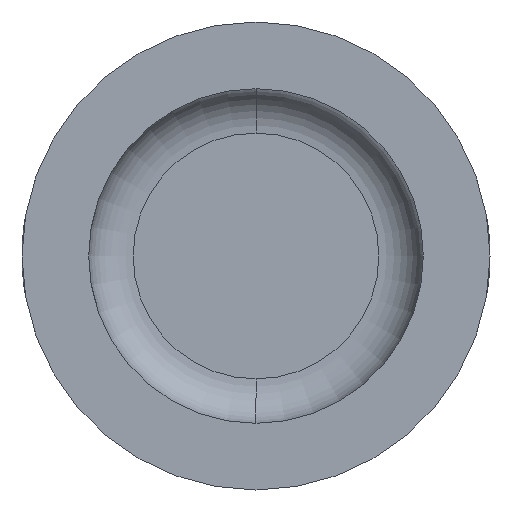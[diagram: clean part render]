
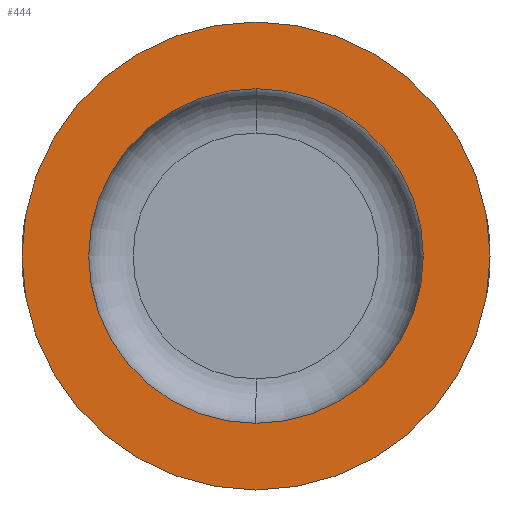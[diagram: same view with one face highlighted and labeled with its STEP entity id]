
A CAD part, left-side view. The second image highlights one B-rep face of the part: STEP entity #444.
In plain terms, the highlighted planar face has unit normal (-1, 0, 0).
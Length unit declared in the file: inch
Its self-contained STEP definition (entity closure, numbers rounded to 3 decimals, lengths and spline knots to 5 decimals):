
#13 = DIRECTION ( 'NONE',  ( 1., 0., 0. ) ) ;
#18 = CIRCLE ( 'NONE', #427, 0.3765 ) ;
#42 = AXIS2_PLACEMENT_3D ( 'NONE', #294, #235, #600 ) ;
#49 = EDGE_LOOP ( 'NONE', ( #191, #99 ) ) ;
#50 = CARTESIAN_POINT ( 'NONE',  ( -0.48758, 0., -0.5265 ) ) ;
#70 = DIRECTION ( 'NONE',  ( 0., 0., 1. ) ) ;
#78 = DIRECTION ( 'NONE',  ( 0., 0., -1. ) ) ;
#79 = DIRECTION ( 'NONE',  ( -1., 0., 0. ) ) ;
#99 = ORIENTED_EDGE ( 'NONE', *, *, #350, .T. ) ;
#103 = VERTEX_POINT ( 'NONE', #199 ) ;
#140 = CARTESIAN_POINT ( 'NONE',  ( -0.48758, 0.5265, 0. ) ) ;
#143 = FACE_BOUND ( 'NONE', #616, .T. ) ;
#156 = EDGE_CURVE ( 'NONE', #103, #432, #397, .T. ) ;
#165 = ORIENTED_EDGE ( 'NONE', *, *, #156, .F. ) ;
#191 = ORIENTED_EDGE ( 'NONE', *, *, #593, .T. ) ;
#199 = CARTESIAN_POINT ( 'NONE',  ( -0.48758, 0., 0.3765 ) ) ;
#216 = DIRECTION ( 'NONE',  ( 0., 0., 1. ) ) ;
#219 = CARTESIAN_POINT ( 'NONE',  ( -0.48758, 0., 0. ) ) ;
#235 = DIRECTION ( 'NONE',  ( -1., 0., 0. ) ) ;
#246 = EDGE_CURVE ( 'NONE', #432, #103, #18, .T. ) ;
#247 = CARTESIAN_POINT ( 'NONE',  ( -0.48758, 0., 0. ) ) ;
#256 = AXIS2_PLACEMENT_3D ( 'NONE', #140, #13, #78 ) ;
#265 = CARTESIAN_POINT ( 'NONE',  ( -0.48758, 0., 0. ) ) ;
#294 = CARTESIAN_POINT ( 'NONE',  ( -0.48758, 0., 0. ) ) ;
#332 = AXIS2_PLACEMENT_3D ( 'NONE', #247, #446, #70 ) ;
#350 = EDGE_CURVE ( 'NONE', #609, #407, #683, .T. ) ;
#395 = FACE_OUTER_BOUND ( 'NONE', #49, .T. ) ;
#397 = CIRCLE ( 'NONE', #540, 0.3765 ) ;
#407 = VERTEX_POINT ( 'NONE', #449 ) ;
#427 = AXIS2_PLACEMENT_3D ( 'NONE', #219, #763, #216 ) ;
#432 = VERTEX_POINT ( 'NONE', #441 ) ;
#441 = CARTESIAN_POINT ( 'NONE',  ( -0.48758, 0., -0.3765 ) ) ;
#444 = ADVANCED_FACE ( 'NONE', ( #143, #395 ), #757, .F. ) ;
#446 = DIRECTION ( 'NONE',  ( -1., 0., 0. ) ) ;
#449 = CARTESIAN_POINT ( 'NONE',  ( -0.48758, 0., 0.5265 ) ) ;
#522 = ORIENTED_EDGE ( 'NONE', *, *, #246, .F. ) ;
#540 = AXIS2_PLACEMENT_3D ( 'NONE', #265, #79, #589 ) ;
#589 = DIRECTION ( 'NONE',  ( 0., 0., 1. ) ) ;
#593 = EDGE_CURVE ( 'NONE', #407, #609, #629, .T. ) ;
#600 = DIRECTION ( 'NONE',  ( 0., 0., 1. ) ) ;
#609 = VERTEX_POINT ( 'NONE', #50 ) ;
#616 = EDGE_LOOP ( 'NONE', ( #165, #522 ) ) ;
#629 = CIRCLE ( 'NONE', #42, 0.5265 ) ;
#683 = CIRCLE ( 'NONE', #332, 0.5265 ) ;
#757 = PLANE ( 'NONE',  #256 ) ;
#763 = DIRECTION ( 'NONE',  ( -1., 0., 0. ) ) ;
